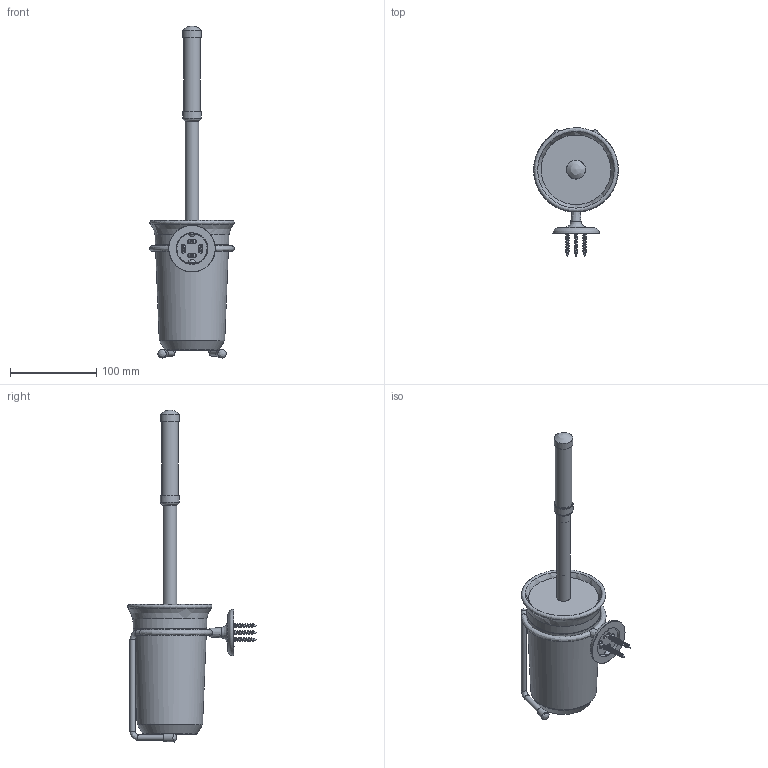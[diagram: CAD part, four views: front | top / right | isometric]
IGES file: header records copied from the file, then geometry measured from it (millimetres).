
Global section: file name: N1049; native system: Autodesk Inventor 2018; preprocessor: unknown; author: adaniels; date: 20170920.145247; units: millimetre
Bounding box: 98.55 x 149.09 x 385.49 mm (x, y, z)
Volume: 348113.2 mm3; surface area: 208488.6 mm2
Topology: 104 solids, 104 shells, 798 faces, 1888 edges, 1396 vertices
Faces by surface type: bspline 798
